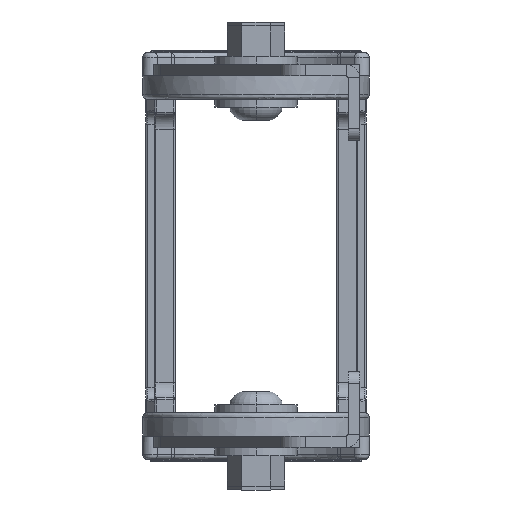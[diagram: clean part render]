
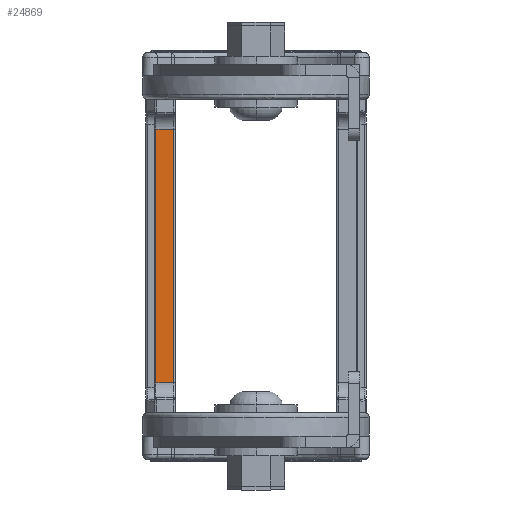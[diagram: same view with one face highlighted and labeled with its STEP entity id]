
A CAD part, left-side view. The second image highlights one B-rep face of the part: STEP entity #24869.
In plain terms, the highlighted planar face has unit normal (-1, 0, 0).
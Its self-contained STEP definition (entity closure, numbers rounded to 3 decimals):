
#3559 = ORIENTED_EDGE ( 'NONE', *, *, #21931, .F. ) ;
#5829 = PLANE ( 'NONE',  #29393 ) ;
#6209 = EDGE_CURVE ( 'NONE', #30794, #20002, #42976, .T. ) ;
#6991 = EDGE_CURVE ( 'NONE', #17194, #31559, #39528, .T. ) ;
#9049 = ORIENTED_EDGE ( 'NONE', *, *, #6991, .T. ) ;
#9102 = CARTESIAN_POINT ( 'NONE',  ( -79.8, 197.554, 14.017 ) ) ;
#10854 = CARTESIAN_POINT ( 'NONE',  ( -79.8, 197.554, 42.547 ) ) ;
#12102 = VECTOR ( 'NONE', #17432, 1000. ) ;
#12898 = ORIENTED_EDGE ( 'NONE', *, *, #36505, .T. ) ;
#13979 = CARTESIAN_POINT ( 'NONE',  ( -79.8, 193.066, 42.547 ) ) ;
#16833 = DIRECTION ( 'NONE',  ( 0., 0., 1. ) ) ;
#17194 = VERTEX_POINT ( 'NONE', #33199 ) ;
#17432 = DIRECTION ( 'NONE',  ( 0., 0., -1. ) ) ;
#20002 = VERTEX_POINT ( 'NONE', #39724 ) ;
#20590 = DIRECTION ( 'NONE',  ( 0., 1., 0. ) ) ;
#21931 = EDGE_CURVE ( 'NONE', #30794, #31559, #27860, .T. ) ;
#23407 = VECTOR ( 'NONE', #42618, 1000. ) ;
#23446 = FACE_OUTER_BOUND ( 'NONE', #34808, .T. ) ;
#24869 = ADVANCED_FACE ( 'NONE', ( #23446 ), #5829, .T. ) ;
#25884 = ORIENTED_EDGE ( 'NONE', *, *, #6209, .T. ) ;
#27860 = LINE ( 'NONE', #28051, #23407 ) ;
#28051 = CARTESIAN_POINT ( 'NONE',  ( -79.8, 98.104, 42.547 ) ) ;
#29393 = AXIS2_PLACEMENT_3D ( 'NONE', #38358, #38065, #16833 ) ;
#30794 = VERTEX_POINT ( 'NONE', #13979 ) ;
#31559 = VERTEX_POINT ( 'NONE', #10854 ) ;
#33199 = CARTESIAN_POINT ( 'NONE',  ( -79.8, 197.554, 107.367 ) ) ;
#34808 = EDGE_LOOP ( 'NONE', ( #9049, #3559, #25884, #12898 ) ) ;
#36505 = EDGE_CURVE ( 'NONE', #20002, #17194, #43655, .T. ) ;
#38065 = DIRECTION ( 'NONE',  ( -1., 0., 0. ) ) ;
#38358 = CARTESIAN_POINT ( 'NONE',  ( -79.8, 98.104, 14.017 ) ) ;
#39019 = CARTESIAN_POINT ( 'NONE',  ( -79.8, 98.104, 107.367 ) ) ;
#39528 = LINE ( 'NONE', #9102, #12102 ) ;
#39724 = CARTESIAN_POINT ( 'NONE',  ( -79.8, 193.066, 107.367 ) ) ;
#41670 = DIRECTION ( 'NONE',  ( 0., 0., 1. ) ) ;
#42528 = VECTOR ( 'NONE', #20590, 1000. ) ;
#42605 = CARTESIAN_POINT ( 'NONE',  ( -79.8, 193.066, 108.367 ) ) ;
#42618 = DIRECTION ( 'NONE',  ( 0., 1., 0. ) ) ;
#42976 = LINE ( 'NONE', #42605, #43513 ) ;
#43513 = VECTOR ( 'NONE', #41670, 1000. ) ;
#43655 = LINE ( 'NONE', #39019, #42528 ) ;
